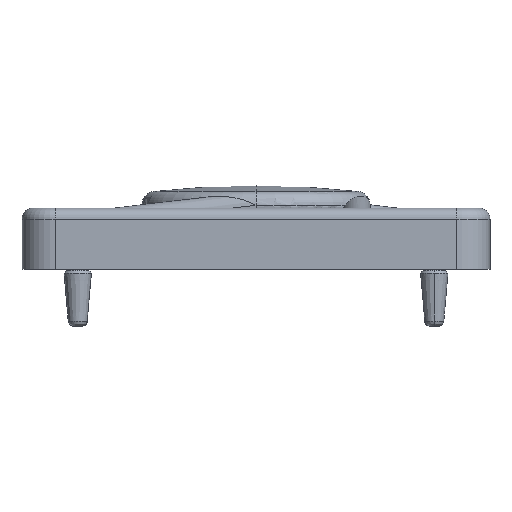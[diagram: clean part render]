
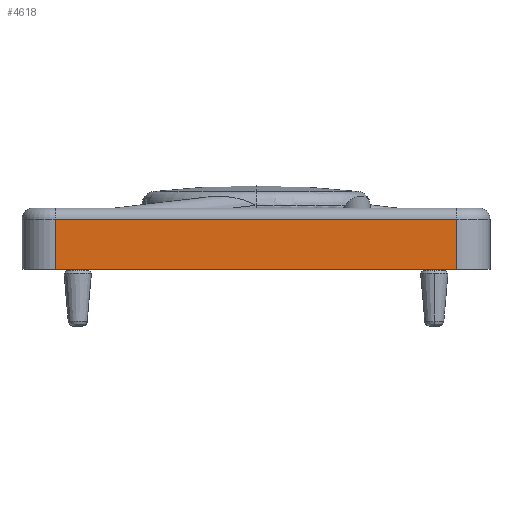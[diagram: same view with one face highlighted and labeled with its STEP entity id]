
A CAD part, left-side view. The second image highlights one B-rep face of the part: STEP entity #4618.
In plain terms, the highlighted planar face has unit normal (-1, 0, 0).
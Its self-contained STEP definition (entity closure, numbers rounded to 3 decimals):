
#4387=CARTESIAN_POINT('',(-21.,18.,2.25));
#4388=VERTEX_POINT('',#4387);
#4495=CARTESIAN_POINT('',(-21.,-18.,2.25));
#4496=VERTEX_POINT('',#4495);
#4564=CARTESIAN_POINT('',(-21.,-18.,-2.25));
#4565=VERTEX_POINT('',#4564);
#4566=CARTESIAN_POINT('',(-21.,-18.,-2.25));
#4567=DIRECTION('',(0.0,0.0,1.0));
#4568=VECTOR('',#4567,4.5);
#4569=LINE('',#4566,#4568);
#4570=EDGE_CURVE('',#4565,#4496,#4569,.T.);
#4590=CARTESIAN_POINT('',(-21.,-18.,-2.25));
#4591=DIRECTION('',(-1.0,0.0,0.0));
#4592=DIRECTION('',(0.0,0.0,1.0));
#4593=AXIS2_PLACEMENT_3D('',#4590,#4591,#4592);
#4594=PLANE('',#4593);
#4595=CARTESIAN_POINT('',(-21.,18.,2.25));
#4596=DIRECTION('',(0.0,-1.0,0.0));
#4597=VECTOR('',#4596,36.0);
#4598=LINE('',#4595,#4597);
#4599=EDGE_CURVE('',#4388,#4496,#4598,.T.);
#4600=ORIENTED_EDGE('',*,*,#4599,.F.);
#4601=CARTESIAN_POINT('',(-21.,18.,-2.25));
#4602=VERTEX_POINT('',#4601);
#4603=CARTESIAN_POINT('',(-21.,18.,-2.25));
#4604=DIRECTION('',(0.0,0.0,1.0));
#4605=VECTOR('',#4604,4.5);
#4606=LINE('',#4603,#4605);
#4607=EDGE_CURVE('',#4602,#4388,#4606,.T.);
#4608=ORIENTED_EDGE('',*,*,#4607,.F.);
#4609=CARTESIAN_POINT('',(-21.,-18.,-2.25));
#4610=DIRECTION('',(0.0,1.0,0.0));
#4611=VECTOR('',#4610,36.0);
#4612=LINE('',#4609,#4611);
#4613=EDGE_CURVE('',#4565,#4602,#4612,.T.);
#4614=ORIENTED_EDGE('',*,*,#4613,.F.);
#4615=ORIENTED_EDGE('',*,*,#4570,.T.);
#4616=EDGE_LOOP('',(#4600,#4608,#4614,#4615));
#4617=FACE_OUTER_BOUND('',#4616,.T.);
#4618=ADVANCED_FACE('',(#4617),#4594,.T.);
